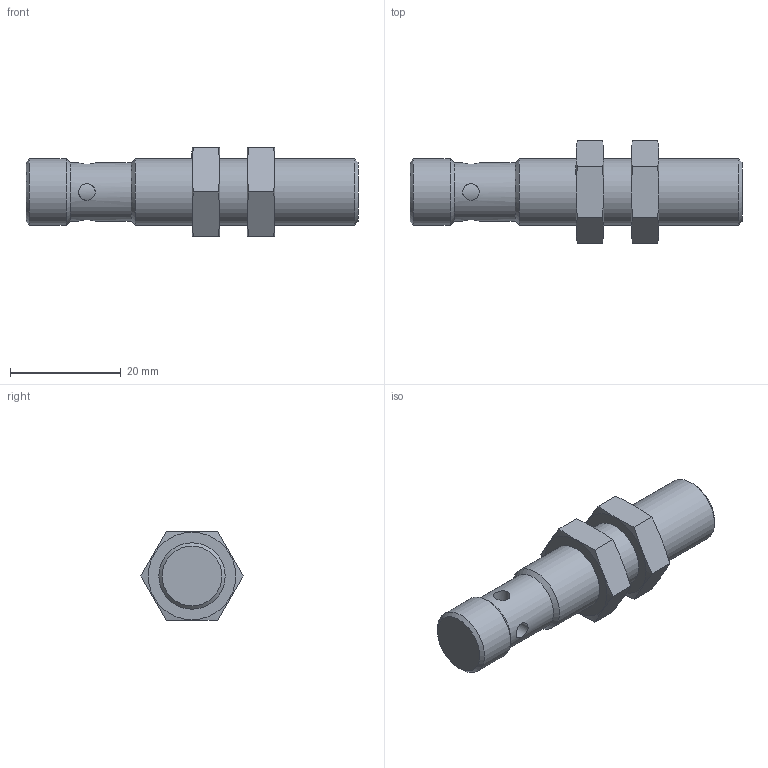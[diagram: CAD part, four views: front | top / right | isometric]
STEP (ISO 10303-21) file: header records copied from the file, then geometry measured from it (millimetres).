
FILE_DESCRIPTION(/* description */ ('STEP AP214'),/* implementation_level */ '2;1');
FILE_NAME(/* name */ '538251_SIEH-M12B-PS-S-L-CR',/* time_stamp */ '2024-09-15T05:13:42+02:00',/* author */ ('License CC BY-ND 4.0'),/* organization */ ('CADENAS'),/* preprocessor_version */ 'ST-DEVELOPER v19.3',/* originating_system */ 'PARTsolutions',/* authorisation */ ' ');
FILE_SCHEMA (('AUTOMOTIVE_DESIGN {1 0 10303 214 3 1 1}'));
Length unit declared in the file: millimetre
Products named in the file (3): 538251 SIEH-M12B-PS-S-L-CR; 538251 SIEH-M12B-PS-S-L-CR---(SP); Flachmutter M12x1-5-16
Assembly tree (3 placements, depth 2):
  538251 SIEH-M12B-PS-S-L-CR
    538251 SIEH-M12B-PS-S-L-CR---(SP)
    Flachmutter M12x1-5-16  x2
Bounding box: 60 x 18.48 x 16 mm (x, y, z)
Volume: 7648.4 mm3; surface area: 3864.1 mm2
Topology: 3 solids, 3 shells, 43 faces, 91 edges, 57 vertices
Faces by surface type: plane 18, cylinder 13, cone 12
Full cylindrical faces by diameter (mm): 3 x4, 10.5 x1, 10.917 x2, 12 x2
Entity records: 830 total; most frequent: CARTESIAN_POINT 236, DIRECTION 102, ORIENTED_EDGE 80, EDGE_LOOP 52, FACE_BOUND 52, AXIS2_PLACEMENT_3D 48, EDGE_CURVE 40, VERTEX_POINT 34
